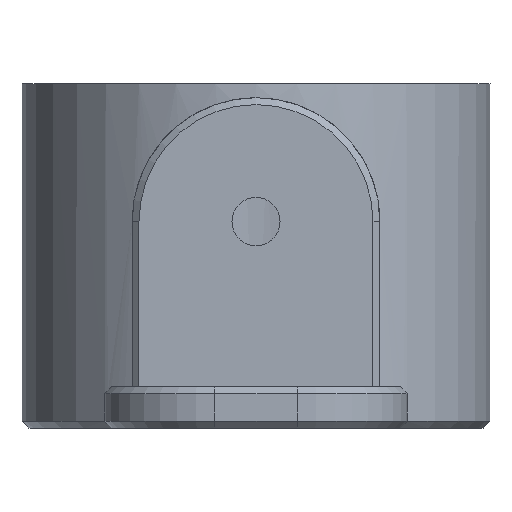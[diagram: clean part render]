
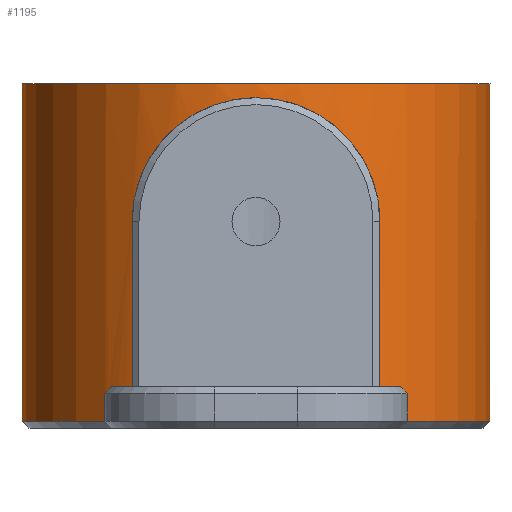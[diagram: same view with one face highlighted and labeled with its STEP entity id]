
A CAD part, front view. The second image highlights one B-rep face of the part: STEP entity #1195.
In plain terms, the highlighted cylindrical face has radius 17 mm (diameter 34 mm), a full revolution.
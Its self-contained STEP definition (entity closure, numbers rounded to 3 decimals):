
#28=ELLIPSE('',#1262,24.042,17.);
#29=ELLIPSE('',#1271,24.042,17.);
#58=B_SPLINE_CURVE_WITH_KNOTS('',3,(#1909,#1910,#1911,#1912,#1913,#1914,
#1915,#1916,#1917,#1918),.UNSPECIFIED.,.F.,.F.,(4,2,2,2,4),(-1.388,
-1.041,-0.695,-0.348,0.),
 .UNSPECIFIED.);
#59=B_SPLINE_CURVE_WITH_KNOTS('',3,(#1919,#1920,#1921,#1922,#1923,#1924,
#1925,#1926,#1927,#1928),.UNSPECIFIED.,.F.,.F.,(4,2,2,2,4),(-2.776,
-2.428,-2.08,-1.734,-1.388),
 .UNSPECIFIED.);
#60=B_SPLINE_CURVE_WITH_KNOTS('',3,(#1991,#1992,#1993,#1994,#1995,#1996),
 .UNSPECIFIED.,.F.,.F.,(4,2,4),(1.754,1.947,1.984),
 .UNSPECIFIED.);
#63=B_SPLINE_CURVE_WITH_KNOTS('',3,(#2092,#2093,#2094,#2095,#2096,#2097),
 .UNSPECIFIED.,.F.,.F.,(4,2,4),(1.523,1.56,1.754),
 .UNSPECIFIED.);
#159=FACE_OUTER_BOUND('',#231,.T.);
#231=EDGE_LOOP('',(#1018,#1019,#1020,#1021,#1022,#1023,#1024,#1025,#1026,
#1027,#1028,#1029,#1030,#1031,#1032,#1033,#1034,#1035,#1036,#1037,#1038));
#288=LINE('',#1903,#392);
#292=LINE('',#1932,#396);
#305=LINE('',#1971,#409);
#310=LINE('',#1986,#414);
#340=LINE('',#2110,#444);
#341=LINE('',#2114,#445);
#342=LINE('',#2117,#446);
#392=VECTOR('',#1445,10.);
#396=VECTOR('',#1453,10.);
#409=VECTOR('',#1490,10.);
#414=VECTOR('',#1507,10.);
#444=VECTOR('',#1621,10.);
#445=VECTOR('',#1626,17.);
#446=VECTOR('',#1631,10.);
#486=CIRCLE('',#1291,17.);
#487=CIRCLE('',#1292,17.);
#492=CIRCLE('',#1303,17.);
#499=CIRCLE('',#1317,17.);
#501=CIRCLE('',#1322,17.);
#502=CIRCLE('',#1323,17.);
#503=CIRCLE('',#1324,17.);
#549=VERTEX_POINT('',#1900);
#550=VERTEX_POINT('',#1902);
#551=VERTEX_POINT('',#1906);
#552=VERTEX_POINT('',#1908);
#553=VERTEX_POINT('',#1930);
#554=VERTEX_POINT('',#1934);
#555=VERTEX_POINT('',#1935);
#564=VERTEX_POINT('',#1961);
#565=VERTEX_POINT('',#1962);
#567=VERTEX_POINT('',#1969);
#571=VERTEX_POINT('',#1985);
#572=VERTEX_POINT('',#1989);
#573=VERTEX_POINT('',#1990);
#583=VERTEX_POINT('',#2022);
#584=VERTEX_POINT('',#2027);
#592=VERTEX_POINT('',#2062);
#601=VERTEX_POINT('',#2090);
#602=VERTEX_POINT('',#2091);
#604=VERTEX_POINT('',#2112);
#674=EDGE_CURVE('',#550,#549,#288,.T.);
#677=EDGE_CURVE('',#552,#551,#58,.T.);
#678=EDGE_CURVE('',#549,#552,#59,.T.);
#680=EDGE_CURVE('',#551,#553,#292,.T.);
#681=EDGE_CURVE('',#554,#555,#28,.F.);
#694=EDGE_CURVE('',#564,#565,#29,.F.);
#699=EDGE_CURVE('',#567,#564,#305,.T.);
#706=EDGE_CURVE('',#571,#555,#310,.T.);
#708=EDGE_CURVE('',#572,#573,#60,.T.);
#724=EDGE_CURVE('',#571,#584,#486,.T.);
#725=EDGE_CURVE('',#584,#583,#487,.T.);
#740=EDGE_CURVE('',#592,#567,#492,.T.);
#753=EDGE_CURVE('',#601,#602,#63,.T.);
#758=EDGE_CURVE('',#601,#573,#499,.T.);
#761=EDGE_CURVE('',#583,#572,#340,.T.);
#762=EDGE_CURVE('',#604,#604,#501,.T.);
#763=EDGE_CURVE('',#604,#584,#341,.T.);
#764=EDGE_CURVE('',#550,#554,#502,.T.);
#765=EDGE_CURVE('',#565,#553,#503,.T.);
#766=EDGE_CURVE('',#602,#592,#342,.T.);
#1018=ORIENTED_EDGE('',*,*,#762,.F.);
#1019=ORIENTED_EDGE('',*,*,#763,.T.);
#1020=ORIENTED_EDGE('',*,*,#724,.F.);
#1021=ORIENTED_EDGE('',*,*,#706,.T.);
#1022=ORIENTED_EDGE('',*,*,#681,.F.);
#1023=ORIENTED_EDGE('',*,*,#764,.F.);
#1024=ORIENTED_EDGE('',*,*,#674,.T.);
#1025=ORIENTED_EDGE('',*,*,#678,.T.);
#1026=ORIENTED_EDGE('',*,*,#677,.T.);
#1027=ORIENTED_EDGE('',*,*,#680,.T.);
#1028=ORIENTED_EDGE('',*,*,#765,.F.);
#1029=ORIENTED_EDGE('',*,*,#694,.F.);
#1030=ORIENTED_EDGE('',*,*,#699,.F.);
#1031=ORIENTED_EDGE('',*,*,#740,.F.);
#1032=ORIENTED_EDGE('',*,*,#766,.F.);
#1033=ORIENTED_EDGE('',*,*,#753,.F.);
#1034=ORIENTED_EDGE('',*,*,#758,.T.);
#1035=ORIENTED_EDGE('',*,*,#708,.F.);
#1036=ORIENTED_EDGE('',*,*,#761,.F.);
#1037=ORIENTED_EDGE('',*,*,#725,.F.);
#1038=ORIENTED_EDGE('',*,*,#763,.F.);
#1138=CYLINDRICAL_SURFACE('',#1321,17.);
#1195=ADVANCED_FACE('',(#159),#1138,.T.);
#1262=AXIS2_PLACEMENT_3D('',#1936,#1456,#1457);
#1271=AXIS2_PLACEMENT_3D('',#1963,#1482,#1483);
#1291=AXIS2_PLACEMENT_3D('',#2028,#1542,#1543);
#1292=AXIS2_PLACEMENT_3D('',#2029,#1544,#1545);
#1303=AXIS2_PLACEMENT_3D('',#2064,#1574,#1575);
#1317=AXIS2_PLACEMENT_3D('',#2104,#1612,#1613);
#1321=AXIS2_PLACEMENT_3D('',#2111,#1622,#1623);
#1322=AXIS2_PLACEMENT_3D('',#2113,#1624,#1625);
#1323=AXIS2_PLACEMENT_3D('',#2115,#1627,#1628);
#1324=AXIS2_PLACEMENT_3D('',#2116,#1629,#1630);
#1445=DIRECTION('',(0.,0.,1.));
#1453=DIRECTION('',(0.,0.,-1.));
#1456=DIRECTION('center_axis',(-0.707,0.,
0.707));
#1457=DIRECTION('ref_axis',(0.707,0.,0.707));
#1482=DIRECTION('center_axis',(0.707,0.,
0.707));
#1483=DIRECTION('ref_axis',(0.707,0.,-0.707));
#1490=DIRECTION('',(0.,0.,1.));
#1507=DIRECTION('',(0.,0.,1.));
#1542=DIRECTION('center_axis',(0.,0.,
-1.));
#1543=DIRECTION('ref_axis',(-1.,0.,0.));
#1544=DIRECTION('center_axis',(0.,0.,
-1.));
#1545=DIRECTION('ref_axis',(-1.,0.,0.));
#1574=DIRECTION('center_axis',(0.,0.,
-1.));
#1575=DIRECTION('ref_axis',(1.,0.,0.));
#1612=DIRECTION('center_axis',(0.,0.,1.));
#1613=DIRECTION('ref_axis',(1.,0.,0.));
#1621=DIRECTION('',(0.,0.,1.));
#1622=DIRECTION('center_axis',(0.,0.,1.));
#1623=DIRECTION('ref_axis',(1.,0.,0.));
#1624=DIRECTION('center_axis',(0.,0.,
1.));
#1625=DIRECTION('ref_axis',(1.,0.,0.));
#1626=DIRECTION('',(0.,0.,-1.));
#1627=DIRECTION('center_axis',(0.,0.,
-1.));
#1628=DIRECTION('ref_axis',(1.,0.,0.));
#1629=DIRECTION('center_axis',(0.,0.,
-1.));
#1630=DIRECTION('ref_axis',(1.,0.,0.));
#1631=DIRECTION('',(0.,0.,-1.));
#1900=CARTESIAN_POINT('',(-9.,-14.422,41.));
#1902=CARTESIAN_POINT('',(-9.,-14.422,29.));
#1903=CARTESIAN_POINT('',(-9.,-14.422,26.));
#1906=CARTESIAN_POINT('',(9.,-14.422,41.));
#1908=CARTESIAN_POINT('',(0.,-17.,50.));
#1909=CARTESIAN_POINT('Ctrl Pts',(0.,-17.,50.));
#1910=CARTESIAN_POINT('Ctrl Pts',(1.154,-17.,50.));
#1911=CARTESIAN_POINT('Ctrl Pts',(2.371,-16.872,49.765));
#1912=CARTESIAN_POINT('Ctrl Pts',(4.582,-16.41,48.838));
#1913=CARTESIAN_POINT('Ctrl Pts',(5.579,-16.081,48.149));
#1914=CARTESIAN_POINT('Ctrl Pts',(7.152,-15.446,46.576));
#1915=CARTESIAN_POINT('Ctrl Pts',(7.839,-15.094,45.58));
#1916=CARTESIAN_POINT('Ctrl Pts',(8.764,-14.577,43.373));
#1917=CARTESIAN_POINT('Ctrl Pts',(9.,-14.422,42.159));
#1918=CARTESIAN_POINT('Ctrl Pts',(9.,-14.422,41.));
#1919=CARTESIAN_POINT('Ctrl Pts',(-9.,-14.422,41.));
#1920=CARTESIAN_POINT('Ctrl Pts',(-9.,-14.422,42.159));
#1921=CARTESIAN_POINT('Ctrl Pts',(-8.764,-14.577,43.373));
#1922=CARTESIAN_POINT('Ctrl Pts',(-7.839,-15.094,45.58));
#1923=CARTESIAN_POINT('Ctrl Pts',(-7.152,-15.446,46.576));
#1924=CARTESIAN_POINT('Ctrl Pts',(-5.579,-16.081,48.149));
#1925=CARTESIAN_POINT('Ctrl Pts',(-4.582,-16.41,48.838));
#1926=CARTESIAN_POINT('Ctrl Pts',(-2.371,-16.872,49.765));
#1927=CARTESIAN_POINT('Ctrl Pts',(-1.154,-17.,50.));
#1928=CARTESIAN_POINT('Ctrl Pts',(0.,-17.,50.));
#1930=CARTESIAN_POINT('',(9.,-14.422,29.));
#1932=CARTESIAN_POINT('',(9.,-14.422,26.));
#1934=CARTESIAN_POINT('',(-10.5,-13.37,29.));
#1935=CARTESIAN_POINT('',(-11.,-12.961,28.5));
#1936=CARTESIAN_POINT('Origin',(0.,0.,
39.5));
#1961=CARTESIAN_POINT('',(11.,-12.961,28.5));
#1962=CARTESIAN_POINT('',(10.5,-13.37,29.));
#1963=CARTESIAN_POINT('Origin',(0.,0.,
39.5));
#1969=CARTESIAN_POINT('',(11.,-12.961,26.5));
#1971=CARTESIAN_POINT('',(11.,-12.961,26.));
#1985=CARTESIAN_POINT('',(-11.,-12.961,26.5));
#1986=CARTESIAN_POINT('',(-11.,-12.961,26.));
#1989=CARTESIAN_POINT('',(-11.591,12.436,35.5));
#1990=CARTESIAN_POINT('',(-10.039,13.719,36.));
#1991=CARTESIAN_POINT('Ctrl Pts',(-11.591,12.436,35.5));
#1992=CARTESIAN_POINT('Ctrl Pts',(-11.118,12.876,35.5));
#1993=CARTESIAN_POINT('Ctrl Pts',(-10.689,13.229,35.654));
#1994=CARTESIAN_POINT('Ctrl Pts',(-10.195,13.604,35.911));
#1995=CARTESIAN_POINT('Ctrl Pts',(-10.117,13.662,35.954));
#1996=CARTESIAN_POINT('Ctrl Pts',(-10.039,13.719,36.));
#2022=CARTESIAN_POINT('',(-11.591,12.436,26.5));
#2027=CARTESIAN_POINT('',(-17.,0.,26.5));
#2028=CARTESIAN_POINT('Origin',(0.,0.,
26.5));
#2029=CARTESIAN_POINT('Origin',(0.,0.,
26.5));
#2062=CARTESIAN_POINT('',(11.591,12.436,26.5));
#2064=CARTESIAN_POINT('Origin',(0.,0.,
26.5));
#2090=CARTESIAN_POINT('',(10.039,13.719,36.));
#2091=CARTESIAN_POINT('',(11.591,12.436,35.5));
#2092=CARTESIAN_POINT('Ctrl Pts',(10.039,13.719,36.));
#2093=CARTESIAN_POINT('Ctrl Pts',(10.117,13.662,35.954));
#2094=CARTESIAN_POINT('Ctrl Pts',(10.195,13.604,35.911));
#2095=CARTESIAN_POINT('Ctrl Pts',(10.689,13.229,35.654));
#2096=CARTESIAN_POINT('Ctrl Pts',(11.118,12.876,35.5));
#2097=CARTESIAN_POINT('Ctrl Pts',(11.591,12.436,35.5));
#2104=CARTESIAN_POINT('Origin',(0.,0.,
36.));
#2110=CARTESIAN_POINT('',(-11.591,12.436,26.));
#2111=CARTESIAN_POINT('Origin',(0.,0.,
26.));
#2112=CARTESIAN_POINT('',(-17.,0.,51.));
#2113=CARTESIAN_POINT('Origin',(0.,0.,
51.));
#2114=CARTESIAN_POINT('',(-17.,0.,26.));
#2115=CARTESIAN_POINT('Origin',(0.,0.,
29.));
#2116=CARTESIAN_POINT('Origin',(0.,0.,
29.));
#2117=CARTESIAN_POINT('',(11.591,12.436,26.));
